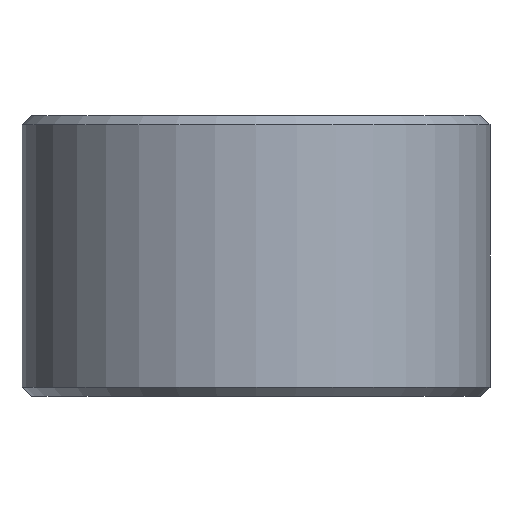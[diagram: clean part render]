
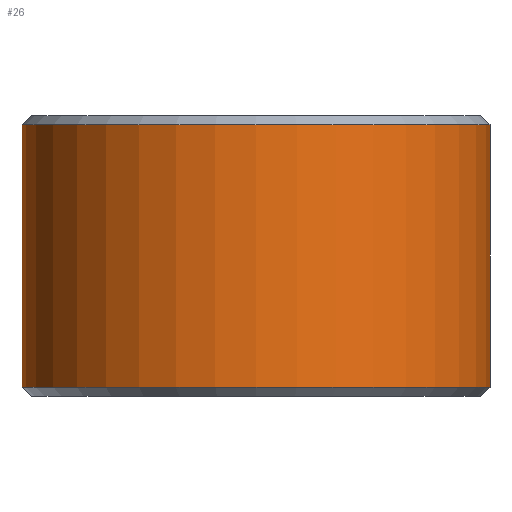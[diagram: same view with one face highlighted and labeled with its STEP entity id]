
A CAD part, front view. The second image highlights one B-rep face of the part: STEP entity #26.
In plain terms, the highlighted cylindrical face has radius 5 mm (diameter 10 mm), a partial arc.
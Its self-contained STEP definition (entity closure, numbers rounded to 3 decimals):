
#26 = ADVANCED_FACE ( 'NONE', ( #385 ), #349, .T. ) ;
#30 = DIRECTION ( 'NONE',  ( 1., 0., 0. ) ) ;
#36 = CARTESIAN_POINT ( 'NONE',  ( 0., 0., 6. ) ) ;
#39 = DIRECTION ( 'NONE',  ( 1., 0., 0. ) ) ;
#41 = DIRECTION ( 'NONE',  ( 0., 0., -1. ) ) ;
#44 = VERTEX_POINT ( 'NONE', #344 ) ;
#55 = DIRECTION ( 'NONE',  ( 0., 0., -1. ) ) ;
#56 = CARTESIAN_POINT ( 'NONE',  ( 0., 0., 5.8 ) ) ;
#60 = EDGE_CURVE ( 'NONE', #234, #186, #331, .T. ) ;
#69 = AXIS2_PLACEMENT_3D ( 'NONE', #56, #41, #30 ) ;
#93 = DIRECTION ( 'NONE',  ( 0., 0., 1. ) ) ;
#97 = CARTESIAN_POINT ( 'NONE',  ( -5., 0., 5.8 ) ) ;
#99 = CARTESIAN_POINT ( 'NONE',  ( -5., 0., 6. ) ) ;
#127 = CIRCLE ( 'NONE', #69, 5. ) ;
#135 = CARTESIAN_POINT ( 'NONE',  ( 0., 0., 0.2 ) ) ;
#144 = EDGE_CURVE ( 'NONE', #44, #217, #150, .T. ) ;
#150 = LINE ( 'NONE', #406, #298 ) ;
#158 = EDGE_CURVE ( 'NONE', #186, #217, #386, .T. ) ;
#166 = CARTESIAN_POINT ( 'NONE',  ( 5., 0., 0.2 ) ) ;
#168 = ORIENTED_EDGE ( 'NONE', *, *, #60, .T. ) ;
#186 = VERTEX_POINT ( 'NONE', #319 ) ;
#210 = DIRECTION ( 'NONE',  ( -1., 0., 0. ) ) ;
#217 = VERTEX_POINT ( 'NONE', #166 ) ;
#234 = VERTEX_POINT ( 'NONE', #97 ) ;
#236 = EDGE_CURVE ( 'NONE', #44, #234, #127, .T. ) ;
#246 = VECTOR ( 'NONE', #55, 1000. ) ;
#248 = ORIENTED_EDGE ( 'NONE', *, *, #158, .T. ) ;
#282 = DIRECTION ( 'NONE',  ( 0., 0., -1. ) ) ;
#298 = VECTOR ( 'NONE', #411, 1000. ) ;
#307 = AXIS2_PLACEMENT_3D ( 'NONE', #135, #93, #39 ) ;
#319 = CARTESIAN_POINT ( 'NONE',  ( -5., 0., 0.2 ) ) ;
#326 = ORIENTED_EDGE ( 'NONE', *, *, #236, .T. ) ;
#331 = LINE ( 'NONE', #99, #246 ) ;
#344 = CARTESIAN_POINT ( 'NONE',  ( 5., 0., 5.8 ) ) ;
#345 = ORIENTED_EDGE ( 'NONE', *, *, #144, .F. ) ;
#349 = CYLINDRICAL_SURFACE ( 'NONE', #381, 5. ) ;
#381 = AXIS2_PLACEMENT_3D ( 'NONE', #36, #282, #210 ) ;
#385 = FACE_OUTER_BOUND ( 'NONE', #394, .T. ) ;
#386 = CIRCLE ( 'NONE', #307, 5. ) ;
#394 = EDGE_LOOP ( 'NONE', ( #345, #326, #168, #248 ) ) ;
#406 = CARTESIAN_POINT ( 'NONE',  ( 5., 0., 6. ) ) ;
#411 = DIRECTION ( 'NONE',  ( 0., 0., -1. ) ) ;
